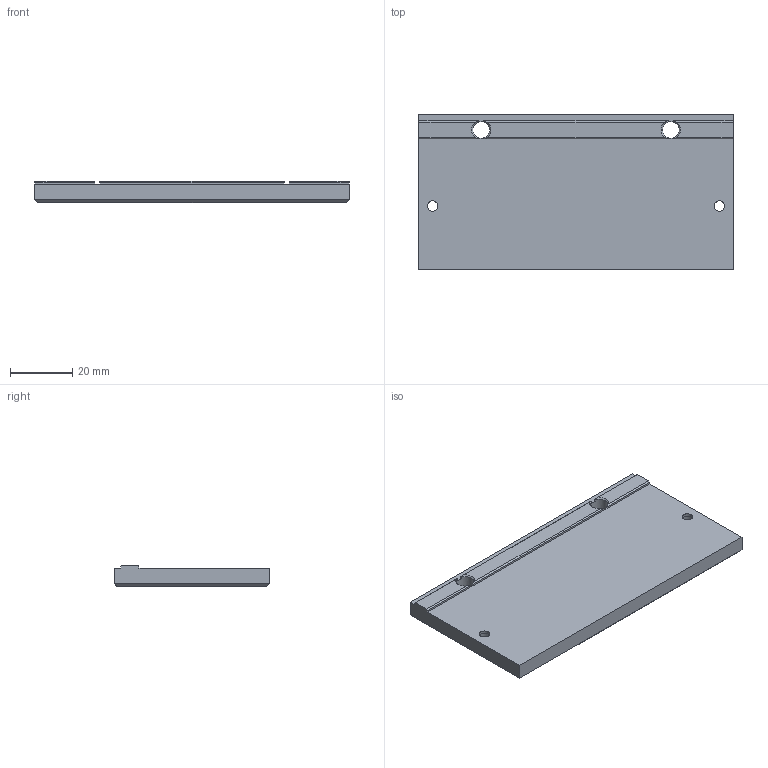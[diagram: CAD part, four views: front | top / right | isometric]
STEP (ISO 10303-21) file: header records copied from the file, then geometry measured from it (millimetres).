
FILE_DESCRIPTION(/* description */ (''),/* implementation_level */ '2;1');
FILE_NAME(/* name */ 'Klipper_Expander_Mount.stp',/* time_stamp */ '2022-07-31T16:39:57+02:00',/* author */ ('Rama'),/* organization */ (''),/* preprocessor_version */ 'ST-DEVELOPER v18.1',/* originating_system */ 'Autodesk Inventor 2022',/* authorisation */ '');
FILE_SCHEMA (('AUTOMOTIVE_DESIGN { 1 0 10303 214 3 1 1 }'));
Length unit declared in the file: millimetre
Products named in the file (1): Klipper_Expander_Mount
Bounding box: 100.8 x 49.8 x 7 mm (x, y, z)
Volume: 29355.1 mm3; surface area: 12879.5 mm2
Topology: 1 solids, 1 shells, 302 faces, 823 edges, 532 vertices
Faces by surface type: plane 157, cone 56, bspline 45, cylinder 44
Full cylindrical faces by diameter (mm): 2 x22, 2.8 x14, 3.34 x2, 4.7 x2, 5.4 x2
Entity records: 9550 total; most frequent: CARTESIAN_POINT 2239, ORIENTED_EDGE 1574, DIRECTION 1347, EDGE_CURVE 787, VERTEX_POINT 532, LINE 531, VECTOR 531, AXIS2_PLACEMENT_3D 408
